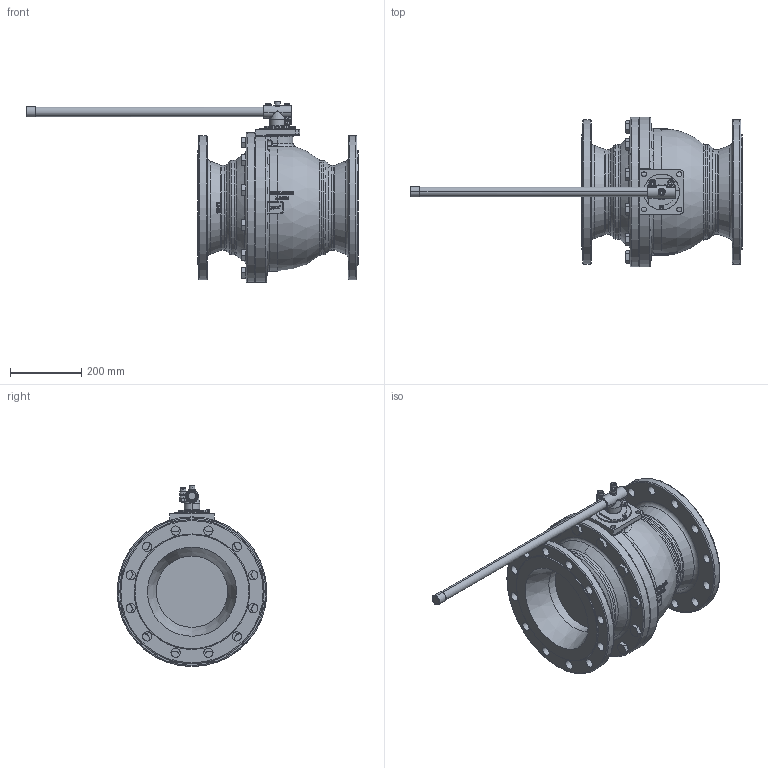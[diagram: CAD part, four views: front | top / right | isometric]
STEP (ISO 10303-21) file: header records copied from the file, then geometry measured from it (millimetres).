
FILE_DESCRIPTION(('HOOPS Exchange Step'),'2;1');
FILE_NAME('FK0100_DN250_PN16.stp','2025-07-17T15:34:41+02:00',('nieru'),('Unknown organisation'),'HOOPS Exchange 2024.2','HOOPS Exchange','Unknown authorisation');
FILE_SCHEMA( ('AP203_CONFIGURATION_CONTROLLED_3D_DESIGN_OF_MECHANICAL_PARTS_AND_ASSEMBLIES_MIM_LF') );
Length unit declared in the file: millimetre
Products named in the file (2): 0; root
Assembly tree (1 placements, depth 2):
  root
    0
Bounding box: 931.5 x 420 x 508 mm (x, y, z)
Volume: 31073628.2 mm3; surface area: 1297394.6 mm2
Topology: 2 solids, 2 shells, 1292 faces, 3599 edges, 2383 vertices
Faces by surface type: plane 433, bspline 333, cylinder 242, cone 176, torus 76, sphere 32
Full cylindrical faces by diameter (mm): 10 x7, 11 x7, 13.835 x4, 16 x4, 20 x1, 26 x24, 28.19 x12, 100 x1, 200 x2, 238 x2, 265 x2, 320 x2, 405 x2, 420 x1
Entity records: 59970 total; most frequent: CARTESIAN_POINT 29939, ORIENTED_EDGE 7162, DIRECTION 5056, EDGE_CURVE 3581, VERTEX_POINT 2383, AXIS2_PLACEMENT_3D 1972, EDGE_LOOP 1454, FACE_BOUND 1454
